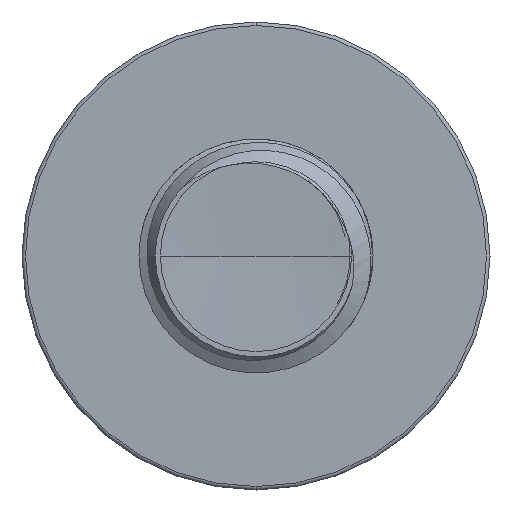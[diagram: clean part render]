
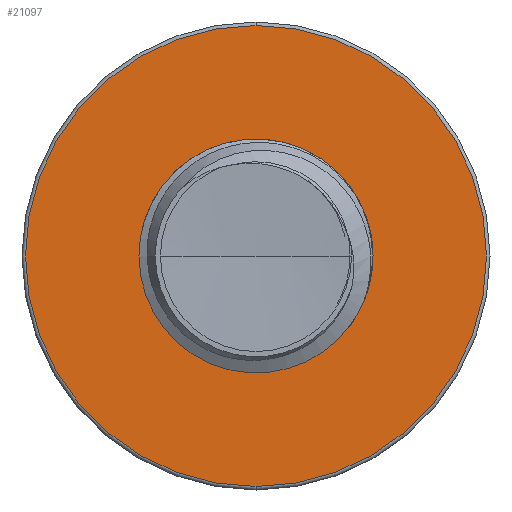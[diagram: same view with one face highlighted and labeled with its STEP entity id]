
A CAD part, front view. The second image highlights one B-rep face of the part: STEP entity #21097.
In plain terms, the highlighted planar face has unit normal (0, -1, 0).
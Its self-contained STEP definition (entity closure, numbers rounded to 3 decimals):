
#741 = AXIS2_PLACEMENT_3D ( 'NONE', #19088, #8363, #20742 ) ;
#2817 = CARTESIAN_POINT ( 'NONE',  ( 0., 6., 1.203 ) ) ;
#3022 = DIRECTION ( 'NONE',  ( 0., 0., -1. ) ) ;
#3050 = DIRECTION ( 'NONE',  ( 0., -1., 0. ) ) ;
#3066 = CARTESIAN_POINT ( 'NONE',  ( 0., 6., 0. ) ) ;
#3368 = DIRECTION ( 'NONE',  ( 0., -1., 0. ) ) ;
#4060 = CARTESIAN_POINT ( 'NONE',  ( 0., 6., 1.203 ) ) ;
#4654 = CIRCLE ( 'NONE', #741, 1.203 ) ;
#4671 = AXIS2_PLACEMENT_3D ( 'NONE', #4060, #20354, #9783 ) ;
#4789 = AXIS2_PLACEMENT_3D ( 'NONE', #9036, #9004, #8977 ) ;
#6414 = VERTEX_POINT ( 'NONE', #7405 ) ;
#6517 = VERTEX_POINT ( 'NONE', #7028 ) ;
#6677 = AXIS2_PLACEMENT_3D ( 'NONE', #14322, #3368, #16154 ) ;
#7028 = CARTESIAN_POINT ( 'NONE',  ( 0., 6., 2.462 ) ) ;
#7405 = CARTESIAN_POINT ( 'NONE',  ( 0., 6., -1.203 ) ) ;
#7927 = PLANE ( 'NONE',  #4671 ) ;
#8363 = DIRECTION ( 'NONE',  ( 0., -1., 0. ) ) ;
#8977 = DIRECTION ( 'NONE',  ( 0., 0., -1. ) ) ;
#9004 = DIRECTION ( 'NONE',  ( 0., -1., 0. ) ) ;
#9036 = CARTESIAN_POINT ( 'NONE',  ( 0., 6., 0. ) ) ;
#9783 = DIRECTION ( 'NONE',  ( 0., 0., -1. ) ) ;
#9937 = CIRCLE ( 'NONE', #17865, 2.462 ) ;
#10519 = EDGE_CURVE ( 'NONE', #11687, #6517, #9937, .T. ) ;
#10737 = VERTEX_POINT ( 'NONE', #2817 ) ;
#11260 = FACE_OUTER_BOUND ( 'NONE', #17468, .T. ) ;
#11687 = VERTEX_POINT ( 'NONE', #19026 ) ;
#12406 = ORIENTED_EDGE ( 'NONE', *, *, #16284, .T. ) ;
#12593 = EDGE_CURVE ( 'NONE', #10737, #6414, #21927, .T. ) ;
#14322 = CARTESIAN_POINT ( 'NONE',  ( 0., 6., 0. ) ) ;
#15112 = ORIENTED_EDGE ( 'NONE', *, *, #10519, .T. ) ;
#16154 = DIRECTION ( 'NONE',  ( 0., 0., -1. ) ) ;
#16284 = EDGE_CURVE ( 'NONE', #6517, #11687, #20386, .T. ) ;
#17468 = EDGE_LOOP ( 'NONE', ( #15112, #12406 ) ) ;
#17865 = AXIS2_PLACEMENT_3D ( 'NONE', #3066, #3050, #3022 ) ;
#17941 = ORIENTED_EDGE ( 'NONE', *, *, #21996, .F. ) ;
#19026 = CARTESIAN_POINT ( 'NONE',  ( 0., 6., -2.462 ) ) ;
#19088 = CARTESIAN_POINT ( 'NONE',  ( 0., 6., 0. ) ) ;
#20259 = EDGE_LOOP ( 'NONE', ( #17941, #21509 ) ) ;
#20354 = DIRECTION ( 'NONE',  ( 0., -1., 0. ) ) ;
#20386 = CIRCLE ( 'NONE', #6677, 2.462 ) ;
#20614 = FACE_BOUND ( 'NONE', #20259, .T. ) ;
#20742 = DIRECTION ( 'NONE',  ( 0., 0., -1. ) ) ;
#21097 = ADVANCED_FACE ( 'NONE', ( #11260, #20614 ), #7927, .T. ) ;
#21509 = ORIENTED_EDGE ( 'NONE', *, *, #12593, .F. ) ;
#21927 = CIRCLE ( 'NONE', #4789, 1.203 ) ;
#21996 = EDGE_CURVE ( 'NONE', #6414, #10737, #4654, .T. ) ;
